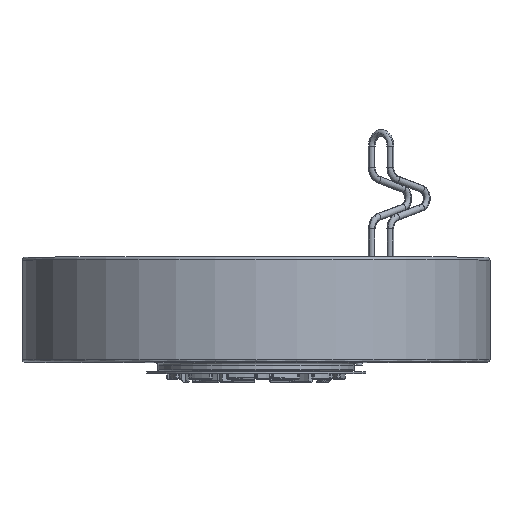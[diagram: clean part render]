
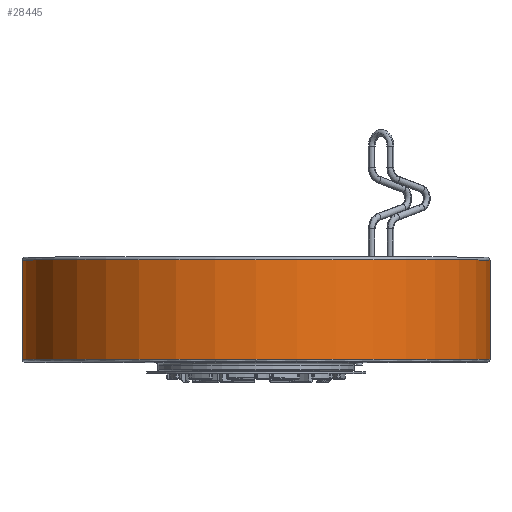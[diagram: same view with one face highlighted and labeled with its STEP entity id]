
A CAD part, top view. The second image highlights one B-rep face of the part: STEP entity #28445.
In plain terms, the highlighted cylindrical face has radius 40.64 mm (diameter 81.28 mm), a partial arc.
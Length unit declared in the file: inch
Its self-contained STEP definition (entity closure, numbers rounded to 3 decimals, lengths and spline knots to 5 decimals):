
#3174=CARTESIAN_POINT('',(0.,0.02,0.));
#3175=DIRECTION('',(0.,1.,0.));
#3176=DIRECTION('',(-1.,0.,0.));
#3177=AXIS2_PLACEMENT_3D('',#3174,#3175,#3176);
#3361=DIRECTION('',(0.,1.,0.));
#3362=VECTOR('',#3361,0.679);
#3363=CARTESIAN_POINT('',(1.6,0.02,0.));
#3364=LINE('',#3363,#3362);
#3365=DIRECTION('',(0.,-1.,0.));
#3366=VECTOR('',#3365,0.679);
#3367=CARTESIAN_POINT('',(-1.6,0.699,0.));
#3368=LINE('',#3367,#3366);
#3369=CARTESIAN_POINT('',(0.,0.699,0.));
#3370=DIRECTION('',(0.,-1.,0.));
#3371=DIRECTION('',(1.,0.,0.));
#3372=AXIS2_PLACEMENT_3D('',#3369,#3370,#3371);
#20875=CARTESIAN_POINT('',(-1.6,0.02,0.));
#20877=VERTEX_POINT('',#20875);
#20878=CARTESIAN_POINT('',(1.6,0.02,0.));
#20879=VERTEX_POINT('',#20878);
#21622=CARTESIAN_POINT('',(1.6,0.699,0.));
#21624=VERTEX_POINT('',#21622);
#21626=CARTESIAN_POINT('',(-1.6,0.699,0.));
#21628=VERTEX_POINT('',#21626);
#28433=CARTESIAN_POINT('',(0.,0.78945,0.));
#28434=DIRECTION('',(0.,-1.,0.));
#28435=DIRECTION('',(-1.,0.,0.));
#28436=AXIS2_PLACEMENT_3D('',#28433,#28434,#28435);
#28437=CYLINDRICAL_SURFACE('',#28436,1.6);
#28438=ORIENTED_EDGE('',*,*,#28422,.F.);
#28440=ORIENTED_EDGE('',*,*,#28439,.F.);
#28441=ORIENTED_EDGE('',*,*,#28418,.F.);
#28442=ORIENTED_EDGE('',*,*,#28139,.F.);
#28443=EDGE_LOOP('',(#28438,#28440,#28441,#28442));
#28444=FACE_OUTER_BOUND('',#28443,.F.);
#28445=ADVANCED_FACE('',(#28444),#28437,.T.);
#3178=CIRCLE('',#3177,1.6);
#3373=CIRCLE('',#3372,1.6);
#28139=EDGE_CURVE('',#20877,#20879,#3178,.T.);
#28418=EDGE_CURVE('',#20879,#21624,#3364,.T.);
#28422=EDGE_CURVE('',#21628,#20877,#3368,.T.);
#28439=EDGE_CURVE('',#21624,#21628,#3373,.T.);
